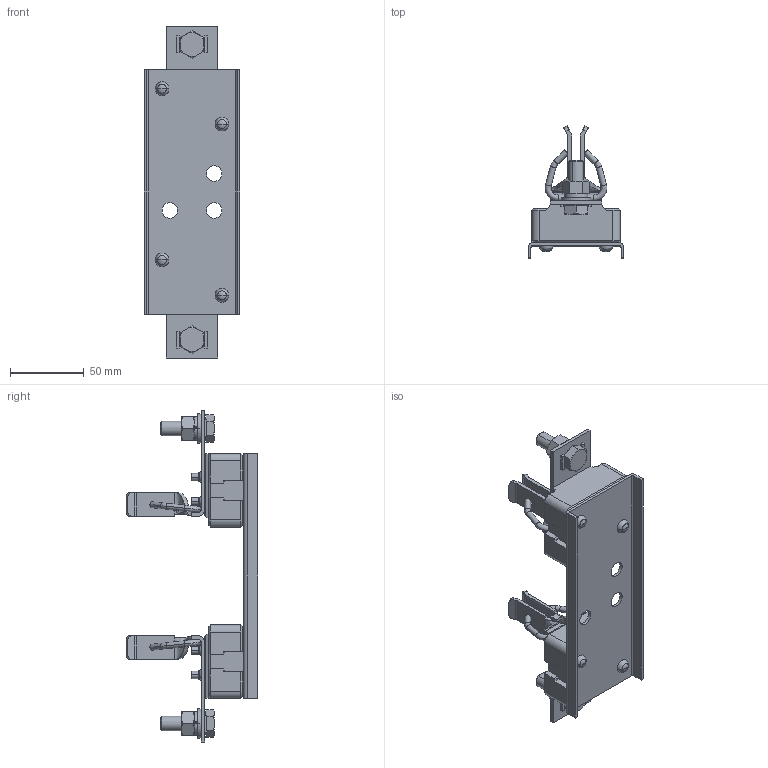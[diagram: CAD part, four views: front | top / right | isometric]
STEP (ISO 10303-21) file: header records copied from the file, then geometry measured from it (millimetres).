
FILE_DESCRIPTION((''),'2;1');
FILE_NAME('PK2_DIM','2017-03-31T',('janez.tomelj'),('Audax d.o.o.'),'CREO PARAMETRIC BY PTC INC, 2015290','CREO PARAMETRIC BY PTC INC, 2015290','');
FILE_SCHEMA(('CONFIG_CONTROL_DESIGN'));
Length unit declared in the file: millimetre
Products named in the file (1): PK2_DIM
Bounding box: 65 x 89.3 x 225 mm (x, y, z)
Volume: 203429.9 mm3; surface area: 59286.7 mm2
Topology: 1 solids, 1 shells, 617 faces, 1536 edges, 938 vertices
Faces by surface type: plane 339, cylinder 140, cone 76, bspline 30, torus 24, sphere 8
Entity records: 38473 total; most frequent: CARTESIAN_POINT 23878, ORIENTED_EDGE 3056, DIRECTION 2998, EDGE_CURVE 1528, AXIS2_PLACEMENT_3D 1039, VERTEX_POINT 938, VECTOR 920, LINE 920
